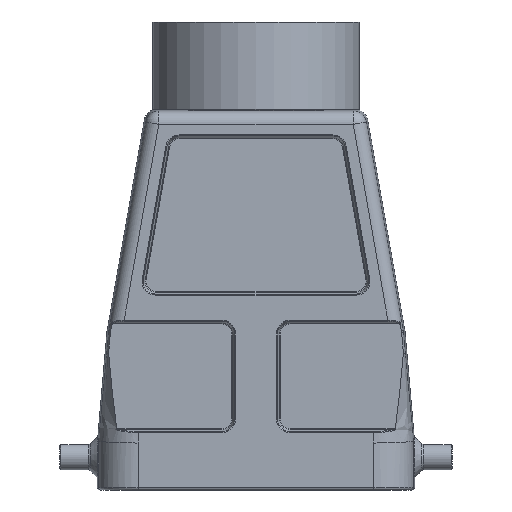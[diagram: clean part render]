
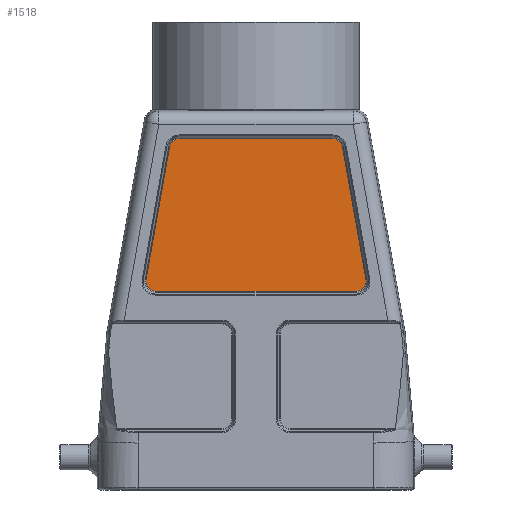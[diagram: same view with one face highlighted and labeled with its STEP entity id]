
A CAD part, front view. The second image highlights one B-rep face of the part: STEP entity #1518.
In plain terms, the highlighted planar face has unit normal (0, -1, 0).
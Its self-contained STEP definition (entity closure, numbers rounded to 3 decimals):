
#850=PLANE('',#8602);
#1145=CIRCLE('',#8598,1.805);
#1146=CIRCLE('',#8599,1.805);
#1147=CIRCLE('',#8600,1.805);
#1148=CIRCLE('',#8601,1.805);
#1518=ADVANCED_FACE('',(#2106),#850,.T.);
#2106=FACE_OUTER_BOUND('',#2529,.T.);
#2529=EDGE_LOOP('',(#4298,#4299,#4300,#4301,#4302,#4303,#4304,#4305));
#3211=LINE('',#13589,#3713);
#3212=LINE('',#13594,#3714);
#3213=LINE('',#13598,#3715);
#3214=LINE('',#13602,#3716);
#3713=VECTOR('',#9553,1.);
#3714=VECTOR('',#9556,1.);
#3715=VECTOR('',#9559,1.);
#3716=VECTOR('',#9562,1.);
#4298=ORIENTED_EDGE('',*,*,#7094,.T.);
#4299=ORIENTED_EDGE('',*,*,#7095,.T.);
#4300=ORIENTED_EDGE('',*,*,#7096,.T.);
#4301=ORIENTED_EDGE('',*,*,#7097,.T.);
#4302=ORIENTED_EDGE('',*,*,#7098,.T.);
#4303=ORIENTED_EDGE('',*,*,#7099,.T.);
#4304=ORIENTED_EDGE('',*,*,#7100,.T.);
#4305=ORIENTED_EDGE('',*,*,#7101,.T.);
#6416=VERTEX_POINT('',#13590);
#6417=VERTEX_POINT('',#13591);
#6418=VERTEX_POINT('',#13593);
#6419=VERTEX_POINT('',#13595);
#6420=VERTEX_POINT('',#13597);
#6421=VERTEX_POINT('',#13599);
#6422=VERTEX_POINT('',#13601);
#6423=VERTEX_POINT('',#13603);
#7094=EDGE_CURVE('',#6416,#6417,#3211,.T.);
#7095=EDGE_CURVE('',#6417,#6418,#1145,.T.);
#7096=EDGE_CURVE('',#6418,#6419,#3212,.T.);
#7097=EDGE_CURVE('',#6419,#6420,#1146,.T.);
#7098=EDGE_CURVE('',#6420,#6421,#3213,.T.);
#7099=EDGE_CURVE('',#6421,#6422,#1147,.T.);
#7100=EDGE_CURVE('',#6422,#6423,#3214,.T.);
#7101=EDGE_CURVE('',#6423,#6416,#1148,.T.);
#8598=AXIS2_PLACEMENT_3D('',#13592,#9554,#9555);
#8599=AXIS2_PLACEMENT_3D('',#13596,#9557,#9558);
#8600=AXIS2_PLACEMENT_3D('',#13600,#9560,#9561);
#8601=AXIS2_PLACEMENT_3D('',#13604,#9563,#9564);
#8602=AXIS2_PLACEMENT_3D('',#13605,#9565,#9566);
#9553=DIRECTION('',(1.,0.,0.));
#9554=DIRECTION('',(0.,-1.,0.));
#9555=DIRECTION('',(0.,0.,-1.));
#9556=DIRECTION('',(-0.174,0.,0.985));
#9557=DIRECTION('',(0.,-1.,0.));
#9558=DIRECTION('',(0.,0.,-1.));
#9559=DIRECTION('',(-1.,0.,0.));
#9560=DIRECTION('',(0.,-1.,0.));
#9561=DIRECTION('',(0.,0.,-1.));
#9562=DIRECTION('',(-0.174,0.,-0.985));
#9563=DIRECTION('',(0.,-1.,0.));
#9564=DIRECTION('',(0.,0.,-1.));
#9565=DIRECTION('',(0.,-1.,0.));
#9566=DIRECTION('',(0.,0.,1.));
#13589=CARTESIAN_POINT('',(19.004,-20.25,28.445));
#13590=CARTESIAN_POINT('',(-19.004,-20.25,28.445));
#13591=CARTESIAN_POINT('',(19.004,-20.25,28.445));
#13592=CARTESIAN_POINT('',(19.004,-20.25,30.25));
#13593=CARTESIAN_POINT('',(20.782,-20.25,30.563));
#13594=CARTESIAN_POINT('',(16.338,-20.25,55.763));
#13595=CARTESIAN_POINT('',(16.338,-20.25,55.763));
#13596=CARTESIAN_POINT('',(14.561,-20.25,55.45));
#13597=CARTESIAN_POINT('',(14.561,-20.25,57.255));
#13598=CARTESIAN_POINT('',(-14.561,-20.25,57.255));
#13599=CARTESIAN_POINT('',(-14.561,-20.25,57.255));
#13600=CARTESIAN_POINT('',(-14.561,-20.25,55.45));
#13601=CARTESIAN_POINT('',(-16.338,-20.25,55.763));
#13602=CARTESIAN_POINT('',(-20.782,-20.25,30.563));
#13603=CARTESIAN_POINT('',(-20.782,-20.25,30.563));
#13604=CARTESIAN_POINT('',(-19.004,-20.25,30.25));
#13605=CARTESIAN_POINT('',(-19.004,-20.25,30.25));
